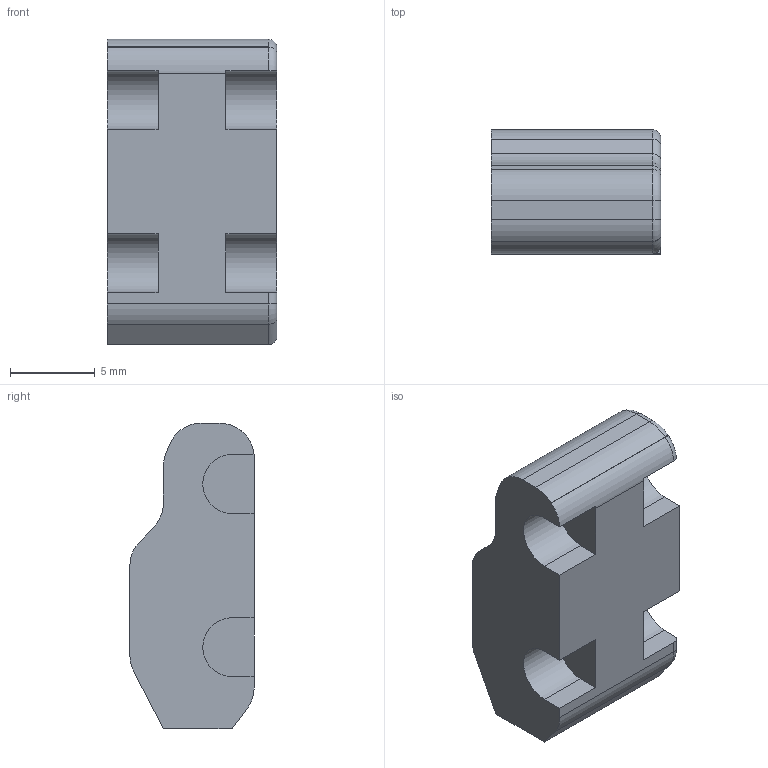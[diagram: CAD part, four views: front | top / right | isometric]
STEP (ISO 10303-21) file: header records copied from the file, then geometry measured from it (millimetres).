
FILE_DESCRIPTION(/* description */ (''),/* implementation_level */ '2;1');
FILE_NAME(/* name */ 'kereta.stp',/* time_stamp */ '2024-05-08T13:31:53+07:00',/* author */ ('User'),/* organization */ (''),/* preprocessor_version */ 'ST-DEVELOPER v19.2',/* originating_system */ 'Autodesk Inventor 2024',/* authorisation */ '');
FILE_SCHEMA (('AUTOMOTIVE_DESIGN { 1 0 10303 214 3 1 1 }'));
Length unit declared in the file: millimetre
Products named in the file (1): Part1
Bounding box: 10 x 7.32 x 18 mm (x, y, z)
Volume: 1005.1 mm3; surface area: 721 mm2
Topology: 1 solids, 1 shells, 54 faces, 139 edges, 87 vertices
Faces by surface type: plane 24, cylinder 22, torus 8
Entity records: 1689 total; most frequent: DIRECTION 300, CARTESIAN_POINT 290, ORIENTED_EDGE 278, EDGE_CURVE 139, AXIS2_PLACEMENT_3D 107, VERTEX_POINT 87, LINE 86, VECTOR 86
